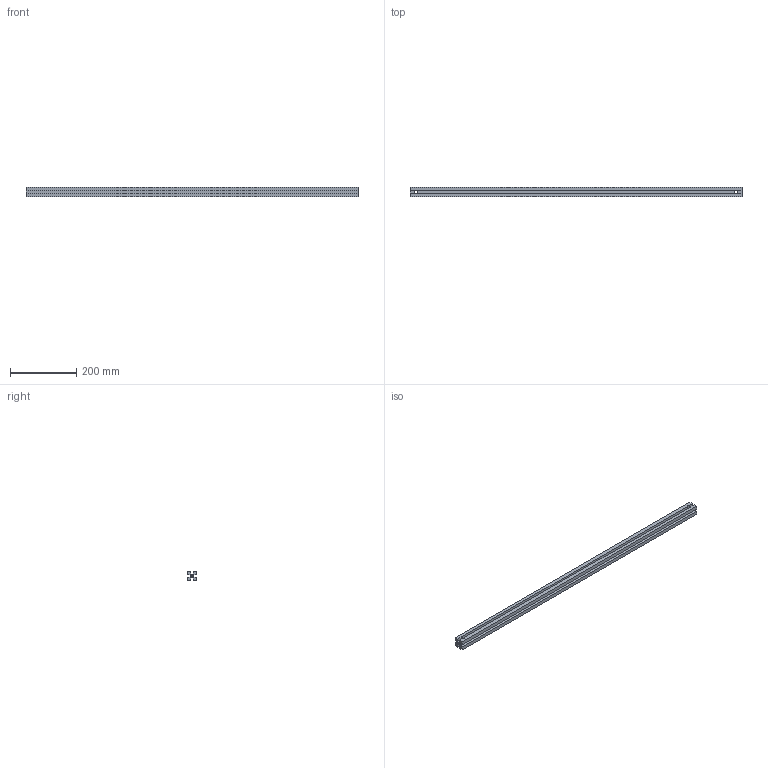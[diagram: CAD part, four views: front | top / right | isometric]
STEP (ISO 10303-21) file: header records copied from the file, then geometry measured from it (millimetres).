
FILE_DESCRIPTION(('STEP AP242'),'1');
FILE_NAME('cctmp_5834AC81-2D59-4674-B22A-D7251192D940_2025_03_04_01_19_53_0710_22892..stp','2025-03-04T07:19:53',('KiM GmbH'),('CADClick - www.CADClick.com'),'Spatial InterOp 3D',' ','unknown authorization');
FILE_SCHEMA(('AP242_MANAGED_MODEL_BASED_3D_ENGINEERING_MIM_LF'));
Length unit declared in the file: millimetre
Products named in the file (1): 2025_03_04_01_19_53_0710
Bounding box: 1000 x 30 x 30 mm (x, y, z)
Volume: 568171.8 mm3; surface area: 215956.8 mm2
Topology: 1 solids, 1 shells, 44 faces, 146 edges, 96 vertices
Faces by surface type: plane 34, cylinder 10
Entity records: 2226 total; most frequent: CARTESIAN_POINT 555, ORIENTED_EDGE 292, DIRECTION 252, EDGE_CURVE 146, LINE 106, VECTOR 106, VERTEX_POINT 96, AXIS2_PLACEMENT_3D 73
